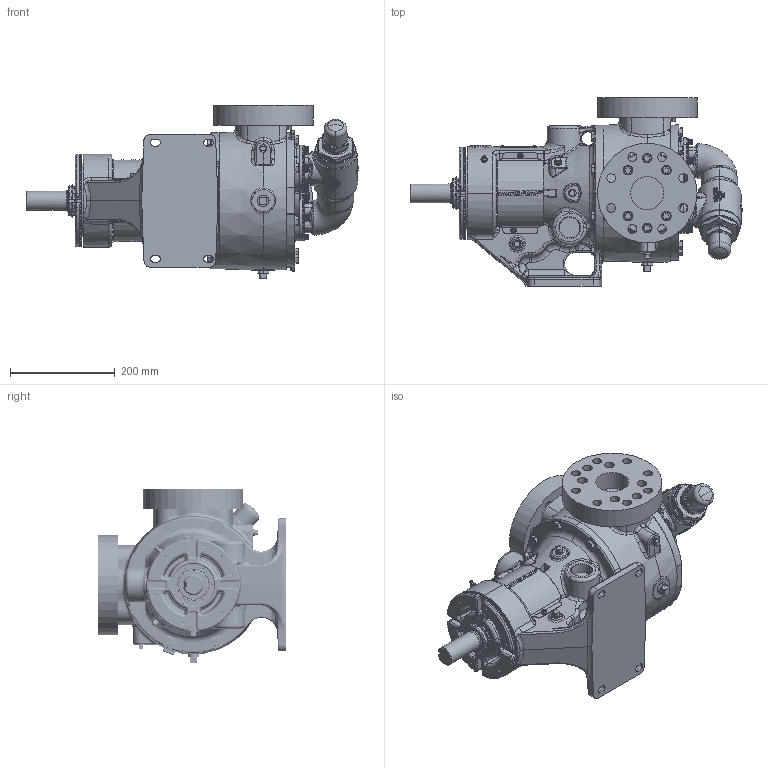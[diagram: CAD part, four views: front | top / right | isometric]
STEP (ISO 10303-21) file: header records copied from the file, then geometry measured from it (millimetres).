
FILE_DESCRIPTION (( 'STEP AP214' ), '1' );
FILE_NAME ('LV-4797.step', '2025-12-05T06:46:03', ( '' ), ( '' ), 'SwSTEP 2.0', 'SolidWorks 2024', '' );
FILE_SCHEMA (( 'AUTOMOTIVE_DESIGN' ));
Length unit declared in the file: inch
Products named in the file (1): LV-4797
Bounding box: 635.25 x 360.36 x 331.53 mm (x, y, z)
Volume: 18150221.9 mm3; surface area: 982933.8 mm2
Topology: 1 solids, 1 shells, 5647 faces, 14594 edges, 9121 vertices
Faces by surface type: plane 1906, bspline 1670, cylinder 1103, cone 703, torus 189, sphere 76
Entity records: 254947 total; most frequent: CARTESIAN_POINT 131029, ORIENTED_EDGE 28942, DIRECTION 21216, EDGE_CURVE 14471, VERTEX_POINT 9118, AXIS2_PLACEMENT_3D 7872, EDGE_LOOP 5995, ADVANCED_FACE 5647
